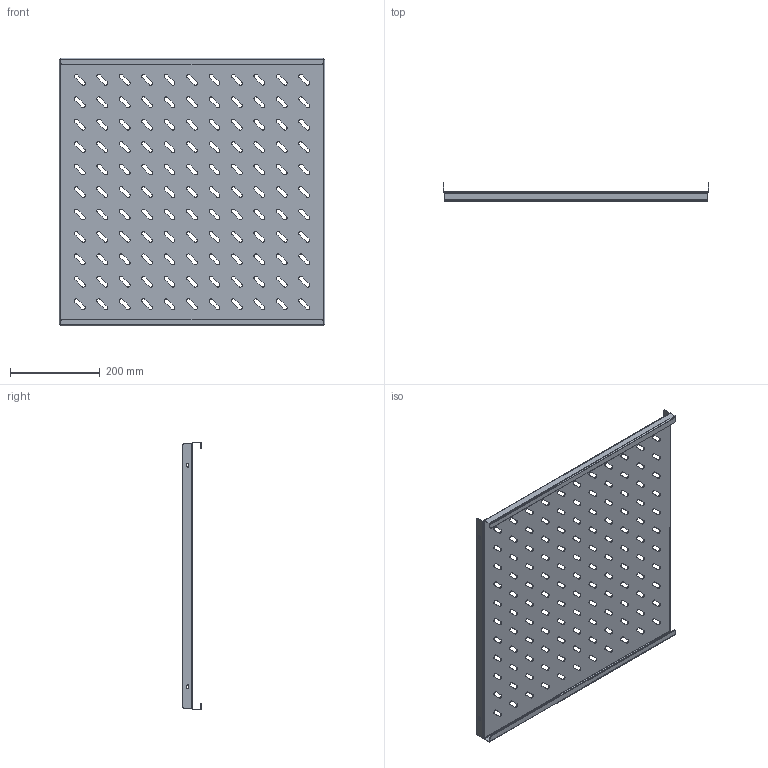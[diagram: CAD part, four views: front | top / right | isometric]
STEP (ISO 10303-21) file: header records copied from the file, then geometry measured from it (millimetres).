
FILE_DESCRIPTION (( 'STEP AP214' ), '1' );
FILE_NAME ('945.278.STEP', '2024-09-20T11:45:57', ( '' ), ( '' ), 'SwSTEP 2.0', 'SolidWorks 2021', '' );
FILE_SCHEMA (( 'AUTOMOTIVE_DESIGN' ));
Length unit declared in the file: millimetre
Products named in the file (1): 945.278
Bounding box: 592 x 41 x 597 mm (x, y, z)
Volume: 573901.2 mm3; surface area: 782021.9 mm2
Topology: 1 solids, 1 shells, 673 faces, 1985 edges, 1314 vertices
Faces by surface type: cylinder 391, plane 282
Entity records: 23231 total; most frequent: DIRECTION 4115, CARTESIAN_POINT 3973, ORIENTED_EDGE 3970, EDGE_CURVE 1985, AXIS2_PLACEMENT_3D 1456, VERTEX_POINT 1314, LINE 1203, VECTOR 1203
